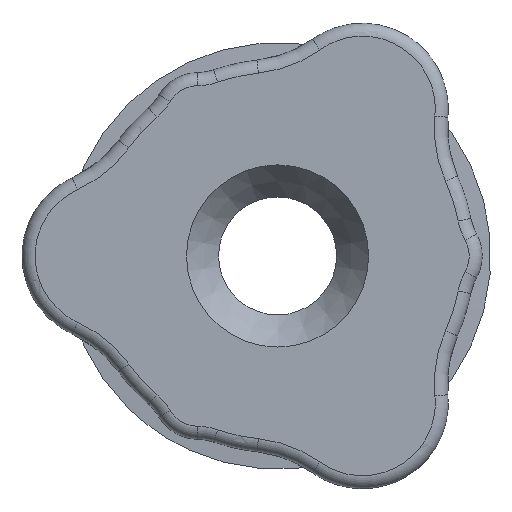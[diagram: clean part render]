
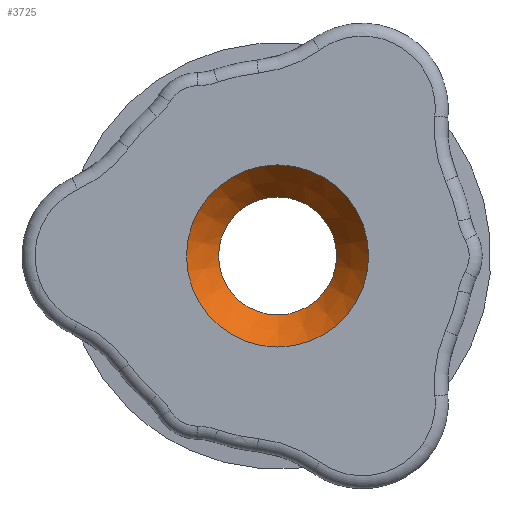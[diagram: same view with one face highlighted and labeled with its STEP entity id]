
A CAD part, left-side view. The second image highlights one B-rep face of the part: STEP entity #3725.
In plain terms, the highlighted conical face has half-angle 36.337 degrees and reference radius 23 mm.
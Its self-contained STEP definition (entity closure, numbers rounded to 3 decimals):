
#1420 = VERTEX_POINT ( 'NONE', #2756 ) ;
#1424 = VERTEX_POINT ( 'NONE', #2754 ) ;
#1703 = EDGE_CURVE ( 'NONE', #1424, #1424, #3350, .T. ) ;
#1705 = EDGE_CURVE ( 'NONE', #1420, #1420, #3351, .T. ) ;
#2754 = CARTESIAN_POINT ( 'NONE',  ( -102.161, 0., 23. ) ) ;
#2756 = CARTESIAN_POINT ( 'NONE',  ( -119.155, 0., 35.5 ) ) ;
#2866 = AXIS2_PLACEMENT_3D ( 'NONE', #8875, #8874, #8873 ) ;
#2867 = AXIS2_PLACEMENT_3D ( 'NONE', #8871, #8870, #8869 ) ;
#3092 = EDGE_LOOP ( 'NONE', ( #6464 ) ) ;
#3093 = EDGE_LOOP ( 'NONE', ( #6465 ) ) ;
#3350 = CIRCLE ( 'NONE', #2866, 23. ) ;
#3351 = CIRCLE ( 'NONE', #2867, 35.5 ) ;
#3725 = ADVANCED_FACE ( 'NONE', ( #6106, #6109 ), #6113, .F. ) ;
#6106 = FACE_OUTER_BOUND ( 'NONE', #3092, .T. ) ;
#6109 = FACE_BOUND ( 'NONE', #3093, .T. ) ;
#6113 = CONICAL_SURFACE ( 'NONE', #8003, 23., 0.634 ) ;
#6464 = ORIENTED_EDGE ( 'NONE', *, *, #1705, .T. ) ;
#6465 = ORIENTED_EDGE ( 'NONE', *, *, #1703, .F. ) ;
#8003 = AXIS2_PLACEMENT_3D ( 'NONE', #9985, #9986, #9984 ) ;
#8869 = DIRECTION ( 'NONE',  ( 0., 0., 1. ) ) ;
#8870 = DIRECTION ( 'NONE',  ( -1., 0., 0. ) ) ;
#8871 = CARTESIAN_POINT ( 'NONE',  ( -119.155, 0., 0. ) ) ;
#8873 = DIRECTION ( 'NONE',  ( 0., 0., 1. ) ) ;
#8874 = DIRECTION ( 'NONE',  ( -1., 0., 0. ) ) ;
#8875 = CARTESIAN_POINT ( 'NONE',  ( -102.161, 0., 0. ) ) ;
#9984 = DIRECTION ( 'NONE',  ( 0., 0., 1. ) ) ;
#9985 = CARTESIAN_POINT ( 'NONE',  ( -102.161, 0., 0. ) ) ;
#9986 = DIRECTION ( 'NONE',  ( -1., 0., 0. ) ) ;
